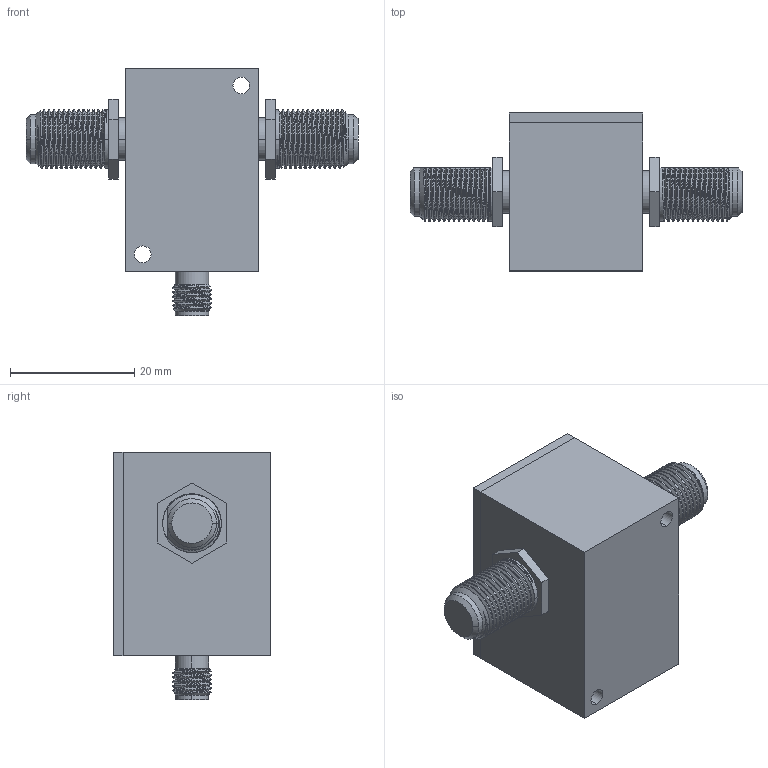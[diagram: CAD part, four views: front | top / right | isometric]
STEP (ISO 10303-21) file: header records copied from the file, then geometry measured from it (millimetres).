
FILE_DESCRIPTION (( 'STEP AP214' ), '1' );
FILE_NAME ('FMBT1651_3D.STEP', '2022-06-26T06:14:57', ( '' ), ( '' ), 'SwSTEP 2.0', 'SolidWorks 2021', '' );
FILE_SCHEMA (( 'AUTOMOTIVE_DESIGN' ));
Length unit declared in the file: inch
Products named in the file (6): Copy of F-FEMALE^PE1651; Copy of B FEMALE^PE1651; FMBT1651_3D; Copy of 120-0050^PE1651; Copy of 010-2002-00_010-2002-00^PE1651; Copy of 120-0051-02^PE1651
Assembly tree (7 placements, depth 2):
  FMBT1651_3D
    Copy of 120-0050^PE1651
    Copy of 120-0051-02^PE1651
    Copy of 010-2002-00_010-2002-00^PE1651  x2
    Copy of F-FEMALE^PE1651  x2
    Copy of B FEMALE^PE1651
Bounding box: 53.47 x 25.4 x 39.88 mm (x, y, z)
Volume: 20123.9 mm3; surface area: 8330 mm2
Topology: 7 solids, 7 shells, 511 faces, 1341 edges, 851 vertices
Faces by surface type: cylinder 188, cone 134, bspline 106, plane 83
Entity records: 68036 total; most frequent: CARTESIAN_POINT 61444, ORIENTED_EDGE 1524, DIRECTION 1022, EDGE_CURVE 762, VERTEX_POINT 487, AXIS2_PLACEMENT_3D 396, B_SPLINE_CURVE_WITH_KNOTS 314, EDGE_LOOP 313
